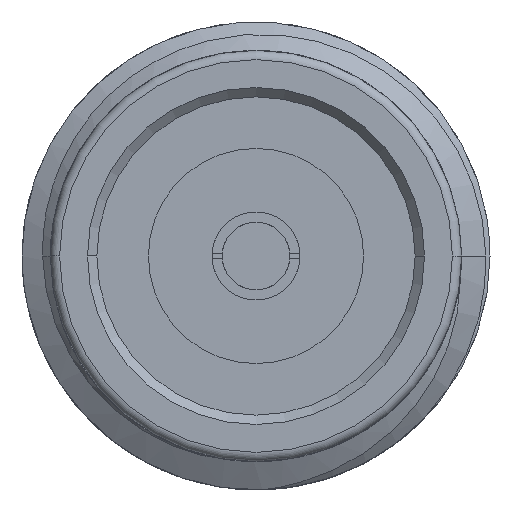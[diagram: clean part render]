
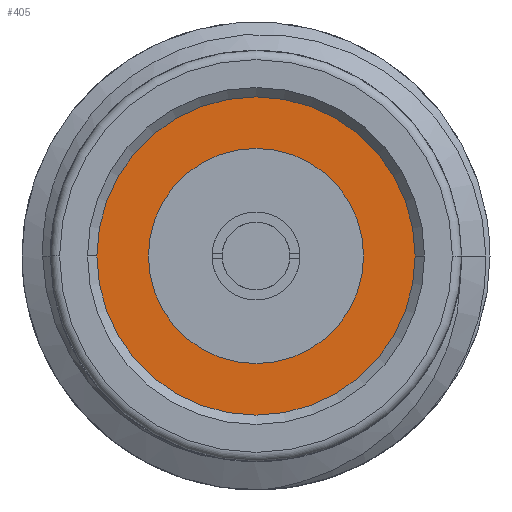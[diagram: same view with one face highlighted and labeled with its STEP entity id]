
A CAD part, front view. The second image highlights one B-rep face of the part: STEP entity #405.
In plain terms, the highlighted planar face has unit normal (0, -1, 0).
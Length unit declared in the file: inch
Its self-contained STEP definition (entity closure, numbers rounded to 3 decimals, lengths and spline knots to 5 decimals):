
#247 = VERTEX_POINT ( 'NONE', #4650 ) ;
#292 = DIRECTION ( 'NONE',  ( 0., -1., 0. ) ) ;
#343 = EDGE_LOOP ( 'NONE', ( #3043, #2366 ) ) ;
#405 = ADVANCED_FACE ( 'NONE', ( #520, #5616 ), #4545, .T. ) ;
#520 = FACE_BOUND ( 'NONE', #343, .T. ) ;
#875 = DIRECTION ( 'NONE',  ( 1., 0., 0. ) ) ;
#1088 = CARTESIAN_POINT ( 'NONE',  ( -0.05748, -0.80689, 0. ) ) ;
#1227 = CIRCLE ( 'NONE', #1272, 0.085 ) ;
#1272 = AXIS2_PLACEMENT_3D ( 'NONE', #5780, #292, #3506 ) ;
#1378 = ORIENTED_EDGE ( 'NONE', *, *, #3995, .T. ) ;
#1745 = ORIENTED_EDGE ( 'NONE', *, *, #5492, .T. ) ;
#1804 = DIRECTION ( 'NONE',  ( 0., -1., 0. ) ) ;
#1899 = VERTEX_POINT ( 'NONE', #3052 ) ;
#2058 = EDGE_CURVE ( 'NONE', #247, #4312, #4111, .T. ) ;
#2240 = CIRCLE ( 'NONE', #3428, 0.05748 ) ;
#2249 = CARTESIAN_POINT ( 'NONE',  ( 0., -0.80689, 0. ) ) ;
#2366 = ORIENTED_EDGE ( 'NONE', *, *, #4280, .F. ) ;
#2807 = DIRECTION ( 'NONE',  ( 0., -1., 0. ) ) ;
#2894 = CARTESIAN_POINT ( 'NONE',  ( 0., -0.80689, 0. ) ) ;
#2913 = DIRECTION ( 'NONE',  ( 1., 0., 0. ) ) ;
#3043 = ORIENTED_EDGE ( 'NONE', *, *, #2058, .F. ) ;
#3052 = CARTESIAN_POINT ( 'NONE',  ( -0.085, -0.80689, 0. ) ) ;
#3165 = CARTESIAN_POINT ( 'NONE',  ( 0., -0.80689, 0. ) ) ;
#3235 = CARTESIAN_POINT ( 'NONE',  ( 0., -0.80689, 0. ) ) ;
#3354 = DIRECTION ( 'NONE',  ( 0., -1., 0. ) ) ;
#3389 = VERTEX_POINT ( 'NONE', #3803 ) ;
#3428 = AXIS2_PLACEMENT_3D ( 'NONE', #2894, #3354, #2913 ) ;
#3506 = DIRECTION ( 'NONE',  ( 1., 0., 0. ) ) ;
#3629 = DIRECTION ( 'NONE',  ( 0., -1., 0. ) ) ;
#3672 = DIRECTION ( 'NONE',  ( 1., 0., 0. ) ) ;
#3756 = CIRCLE ( 'NONE', #4983, 0.085 ) ;
#3803 = CARTESIAN_POINT ( 'NONE',  ( 0.085, -0.80689, 0. ) ) ;
#3995 = EDGE_CURVE ( 'NONE', #1899, #3389, #3756, .T. ) ;
#4111 = CIRCLE ( 'NONE', #5687, 0.05748 ) ;
#4135 = DIRECTION ( 'NONE',  ( 1., 0., 0. ) ) ;
#4280 = EDGE_CURVE ( 'NONE', #4312, #247, #2240, .T. ) ;
#4312 = VERTEX_POINT ( 'NONE', #1088 ) ;
#4337 = EDGE_LOOP ( 'NONE', ( #1745, #1378 ) ) ;
#4545 = PLANE ( 'NONE',  #5686 ) ;
#4650 = CARTESIAN_POINT ( 'NONE',  ( 0.05748, -0.80689, 0. ) ) ;
#4983 = AXIS2_PLACEMENT_3D ( 'NONE', #3235, #2807, #3672 ) ;
#5492 = EDGE_CURVE ( 'NONE', #3389, #1899, #1227, .T. ) ;
#5616 = FACE_OUTER_BOUND ( 'NONE', #4337, .T. ) ;
#5686 = AXIS2_PLACEMENT_3D ( 'NONE', #3165, #3629, #875 ) ;
#5687 = AXIS2_PLACEMENT_3D ( 'NONE', #2249, #1804, #4135 ) ;
#5780 = CARTESIAN_POINT ( 'NONE',  ( 0., -0.80689, 0. ) ) ;
